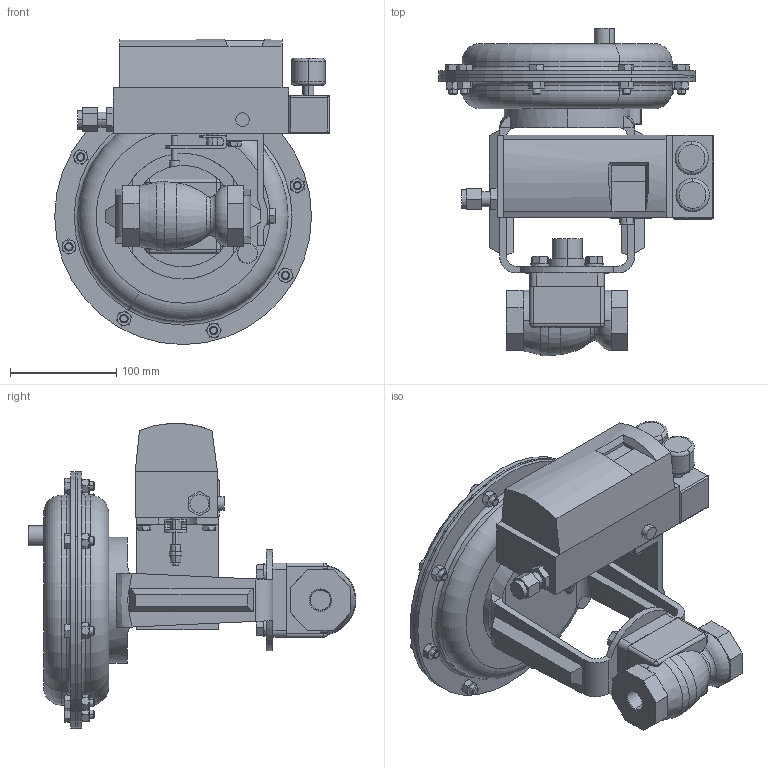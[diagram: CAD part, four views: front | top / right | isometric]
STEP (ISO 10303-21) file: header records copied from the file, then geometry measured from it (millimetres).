
FILE_DESCRIPTION (( 'STEP AP203' ), '1' );
FILE_NAME ('78SP-050-BR+CS+S6-PT-35M-16IQ.step', '2017-09-25T17:07:30', ( '' ), ( '' ), 'SwSTEP 2.0', 'SolidWorks 2014', '' );
FILE_SCHEMA (( 'CONFIG_CONTROL_DESIGN' ));
Length unit declared in the file: inch
Products named in the file (1): 78SP-050-BR+CS+S6-PT-35M-16IQ
Bounding box: 258.03 x 307.95 x 286.74 mm (x, y, z)
Volume: 4522570 mm3; surface area: 575842.3 mm2
Topology: 40 solids, 40 shells, 824 faces, 1824 edges, 1114 vertices
Faces by surface type: plane 410, cone 222, cylinder 153, torus 29, sphere 6, bspline 4
Entity records: 24307 total; most frequent: CARTESIAN_POINT 6600, ORIENTED_EDGE 3632, DIRECTION 3607, EDGE_CURVE 1816, AXIS2_PLACEMENT_3D 1402, VERTEX_POINT 1114, EDGE_LOOP 870, ADVANCED_FACE 824
